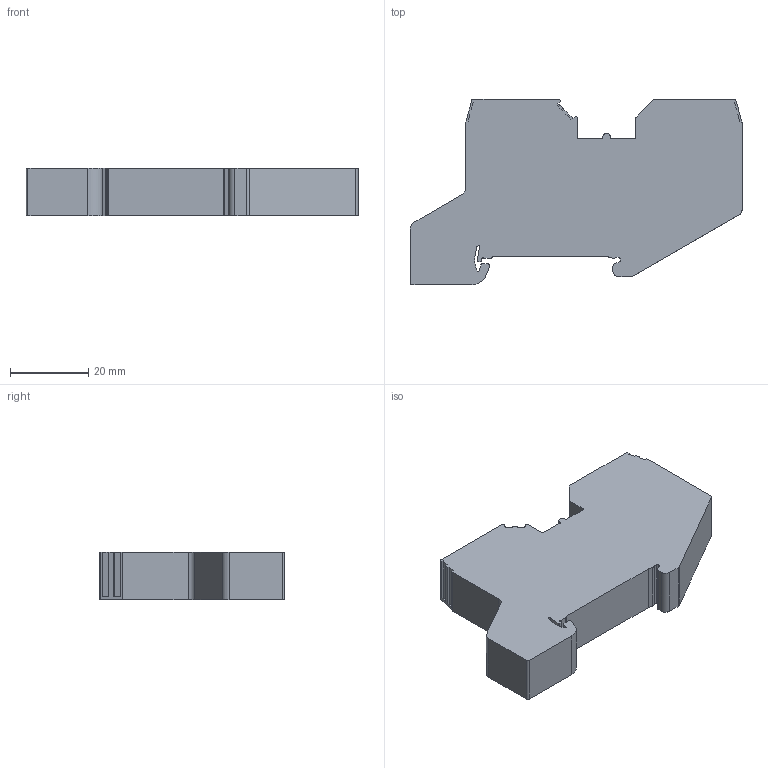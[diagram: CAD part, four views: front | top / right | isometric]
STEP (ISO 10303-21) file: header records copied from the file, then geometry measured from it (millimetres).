
FILE_DESCRIPTION(('FreeCAD Model'),'2;1');
FILE_NAME('3278_FRKI_16_2A.stp','2018-09-05T10:11:32',('Author'),(''), 'Open CASCADE STEP processor 7.2','FreeCAD','Unknown');
FILE_SCHEMA(('AUTOMOTIVE_DESIGN { 1 0 10303 214 1 1 1 1 }'));
Length unit declared in the file: millimetre
Products named in the file (1): 3278_FRKI_16_2A
Bounding box: 84.6 x 47.3 x 12.1 mm (x, y, z)
Volume: 34684.4 mm3; surface area: 9398.3 mm2
Topology: 1 solids, 1 shells, 169 faces, 481 edges, 318 vertices
Faces by surface type: plane 95, cylinder 66, extrusion 8
Entity records: 12051 total; most frequent: CARTESIAN_POINT 2399, DIRECTION 1861, VECTOR 1155, LINE 1147, ORIENTED_EDGE 962, PCURVE 962, DEFINITIONAL_REPRESENTATION 962, EDGE_CURVE 481
